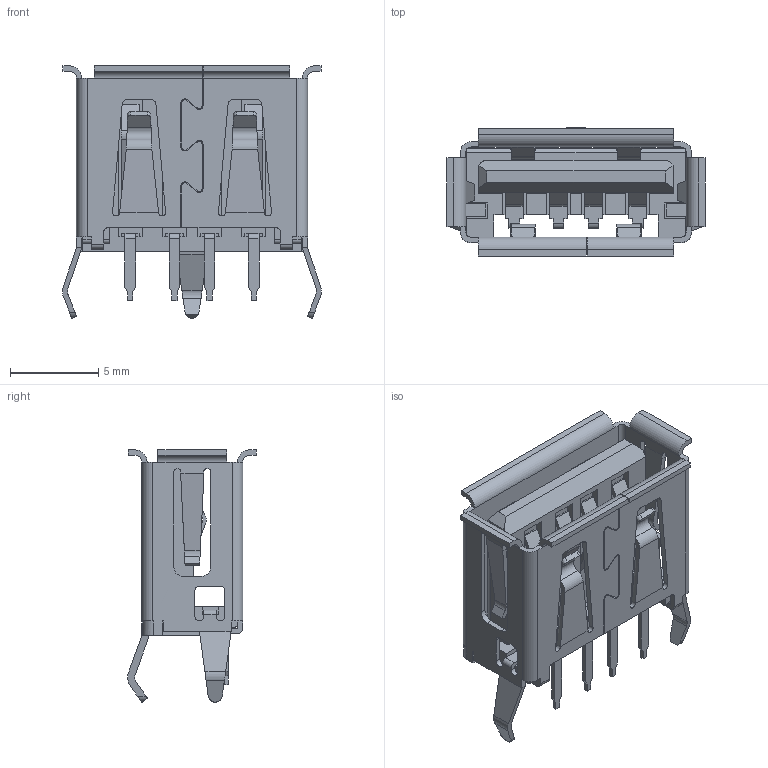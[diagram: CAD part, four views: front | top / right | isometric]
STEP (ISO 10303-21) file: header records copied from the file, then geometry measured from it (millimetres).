
FILE_DESCRIPTION((''),'2;1');
FILE_NAME('1050570001','2014-06-09T',('me'),(''),'PRO/ENGINEER BY PARAMETRIC TECHNOLOGY CORPORATION, 2011490','PRO/ENGINEER BY PARAMETRIC TECHNOLOGY CORPORATION, 2011490','');
FILE_SCHEMA(('CONFIG_CONTROL_DESIGN'));
Length unit declared in the file: millimetre
Products named in the file (1): 1050570001
Bounding box: 14.68 x 7.29 x 14.3 mm (x, y, z)
Volume: 331 mm3; surface area: 1245.2 mm2
Topology: 1 solids, 1 shells, 536 faces, 1569 edges, 1023 vertices
Faces by surface type: plane 372, cylinder 138, bspline 26
Entity records: 18727 total; most frequent: CARTESIAN_POINT 4572, ORIENTED_EDGE 3058, DIRECTION 2721, EDGE_CURVE 1529, VECTOR 1211, LINE 1211, VERTEX_POINT 983, AXIS2_PLACEMENT_3D 755
